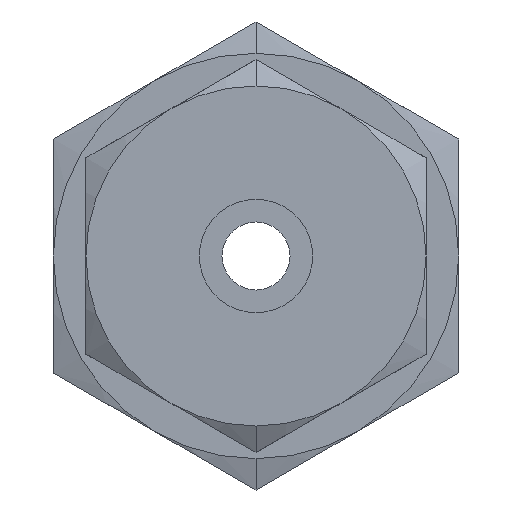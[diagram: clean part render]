
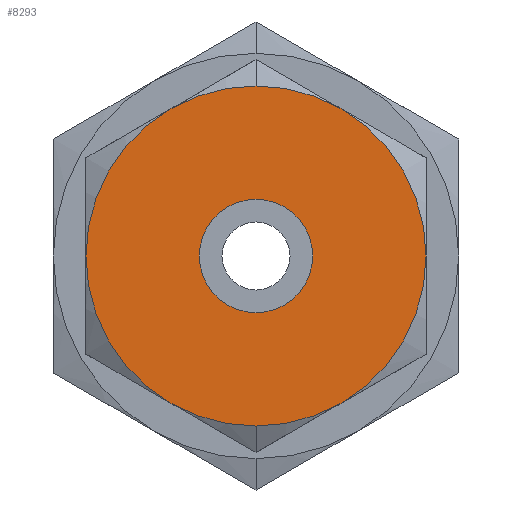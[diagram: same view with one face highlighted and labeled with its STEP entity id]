
A CAD part, left-side view. The second image highlights one B-rep face of the part: STEP entity #8293.
In plain terms, the highlighted planar face has unit normal (-1, 0, 0).
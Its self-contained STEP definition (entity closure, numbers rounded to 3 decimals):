
#193 = EDGE_CURVE ( 'NONE', #2207, #10538, #9263, .T. ) ;
#402 = PLANE ( 'NONE',  #11847 ) ;
#532 = VERTEX_POINT ( 'NONE', #12525 ) ;
#932 = CARTESIAN_POINT ( 'NONE',  ( 0., 0., 0. ) ) ;
#1103 = DIRECTION ( 'NONE',  ( 0., 0., 1. ) ) ;
#1327 = CARTESIAN_POINT ( 'NONE',  ( 0., 0., -2. ) ) ;
#1676 = DIRECTION ( 'NONE',  ( 0., 0., 1. ) ) ;
#1917 = ORIENTED_EDGE ( 'NONE', *, *, #7165, .T. ) ;
#2202 = CARTESIAN_POINT ( 'NONE',  ( 0., 0., 0. ) ) ;
#2207 = VERTEX_POINT ( 'NONE', #1327 ) ;
#2237 = CIRCLE ( 'NONE', #10144, 6. ) ;
#2660 = EDGE_LOOP ( 'NONE', ( #6398, #12860 ) ) ;
#2739 = CARTESIAN_POINT ( 'NONE',  ( 0., 0., 3. ) ) ;
#2825 = CARTESIAN_POINT ( 'NONE',  ( 0., 0., 0. ) ) ;
#3009 = VERTEX_POINT ( 'NONE', #4953 ) ;
#3324 = DIRECTION ( 'NONE',  ( 1., 0., 0. ) ) ;
#3801 = CARTESIAN_POINT ( 'NONE',  ( 0., 0., 2. ) ) ;
#3865 = FACE_OUTER_BOUND ( 'NONE', #2660, .T. ) ;
#4172 = CIRCLE ( 'NONE', #13884, 2. ) ;
#4415 = DIRECTION ( 'NONE',  ( 1., 0., 0. ) ) ;
#4765 = AXIS2_PLACEMENT_3D ( 'NONE', #2825, #11521, #9398 ) ;
#4953 = CARTESIAN_POINT ( 'NONE',  ( 0., 0., 6. ) ) ;
#5254 = DIRECTION ( 'NONE',  ( 0., 0., -1. ) ) ;
#5637 = EDGE_LOOP ( 'NONE', ( #13919, #1917 ) ) ;
#6398 = ORIENTED_EDGE ( 'NONE', *, *, #13521, .F. ) ;
#7165 = EDGE_CURVE ( 'NONE', #10538, #2207, #4172, .T. ) ;
#8293 = ADVANCED_FACE ( 'NONE', ( #11234, #3865 ), #402, .T. ) ;
#8576 = DIRECTION ( 'NONE',  ( 0., 0., -1. ) ) ;
#8800 = EDGE_CURVE ( 'NONE', #532, #3009, #2237, .T. ) ;
#9263 = CIRCLE ( 'NONE', #9937, 2. ) ;
#9398 = DIRECTION ( 'NONE',  ( 0., 0., 1. ) ) ;
#9509 = CIRCLE ( 'NONE', #4765, 6. ) ;
#9937 = AXIS2_PLACEMENT_3D ( 'NONE', #932, #10632, #5254 ) ;
#10144 = AXIS2_PLACEMENT_3D ( 'NONE', #2202, #3324, #8576 ) ;
#10242 = DIRECTION ( 'NONE',  ( -1., 0., 0. ) ) ;
#10538 = VERTEX_POINT ( 'NONE', #3801 ) ;
#10632 = DIRECTION ( 'NONE',  ( 1., 0., 0. ) ) ;
#11234 = FACE_BOUND ( 'NONE', #5637, .T. ) ;
#11521 = DIRECTION ( 'NONE',  ( 1., 0., 0. ) ) ;
#11847 = AXIS2_PLACEMENT_3D ( 'NONE', #2739, #10242, #1676 ) ;
#12525 = CARTESIAN_POINT ( 'NONE',  ( 0., 0., -6. ) ) ;
#12857 = CARTESIAN_POINT ( 'NONE',  ( 0., 0., 0. ) ) ;
#12860 = ORIENTED_EDGE ( 'NONE', *, *, #8800, .F. ) ;
#13521 = EDGE_CURVE ( 'NONE', #3009, #532, #9509, .T. ) ;
#13884 = AXIS2_PLACEMENT_3D ( 'NONE', #12857, #4415, #1103 ) ;
#13919 = ORIENTED_EDGE ( 'NONE', *, *, #193, .T. ) ;
